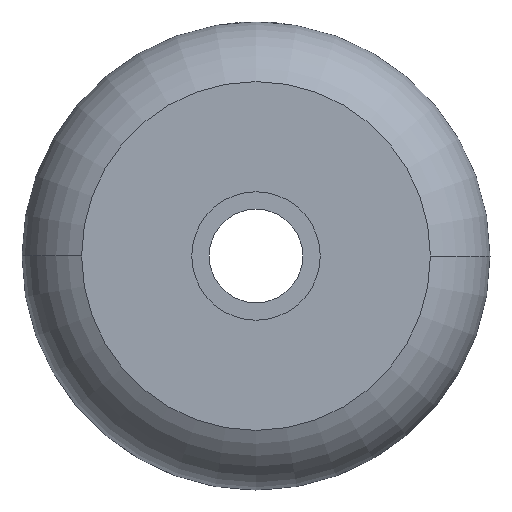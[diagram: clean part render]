
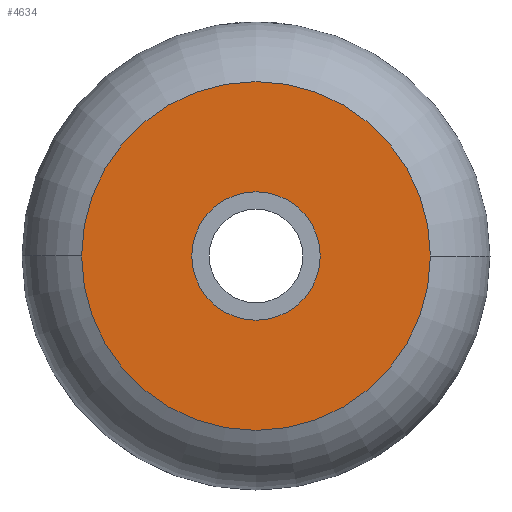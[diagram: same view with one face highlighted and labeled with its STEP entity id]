
A CAD part, front view. The second image highlights one B-rep face of the part: STEP entity #4634.
In plain terms, the highlighted planar face has unit normal (0, -1, 0).
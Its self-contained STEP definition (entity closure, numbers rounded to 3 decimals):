
#41 = DIRECTION ( 'NONE',  ( 1., 0., 0. ) ) ;
#154 = EDGE_CURVE ( 'NONE', #648, #1899, #5100, .T. ) ;
#243 = DIRECTION ( 'NONE',  ( 1., 0., 0. ) ) ;
#308 = ORIENTED_EDGE ( 'NONE', *, *, #3417, .T. ) ;
#374 = CARTESIAN_POINT ( 'NONE',  ( 9.6, -2.6, 0. ) ) ;
#524 = DIRECTION ( 'NONE',  ( 0., 1., 0. ) ) ;
#619 = CIRCLE ( 'NONE', #6235, 26.083 ) ;
#648 = VERTEX_POINT ( 'NONE', #374 ) ;
#673 = DIRECTION ( 'NONE',  ( 0., -1., 0. ) ) ;
#849 = ORIENTED_EDGE ( 'NONE', *, *, #4521, .F. ) ;
#1006 = DIRECTION ( 'NONE',  ( 0., -1., 0. ) ) ;
#1502 = DIRECTION ( 'NONE',  ( 1., 0., 0. ) ) ;
#1604 = EDGE_LOOP ( 'NONE', ( #3966, #849 ) ) ;
#1899 = VERTEX_POINT ( 'NONE', #7199 ) ;
#2348 = PLANE ( 'NONE',  #3721 ) ;
#3089 = CARTESIAN_POINT ( 'NONE',  ( 0., -2.6, 0. ) ) ;
#3417 = EDGE_CURVE ( 'NONE', #4006, #7240, #6256, .T. ) ;
#3522 = CARTESIAN_POINT ( 'NONE',  ( 26.083, -2.6, 0. ) ) ;
#3721 = AXIS2_PLACEMENT_3D ( 'NONE', #6325, #524, #5767 ) ;
#3768 = AXIS2_PLACEMENT_3D ( 'NONE', #3089, #5383, #243 ) ;
#3784 = DIRECTION ( 'NONE',  ( 0., -1., 0. ) ) ;
#3851 = ORIENTED_EDGE ( 'NONE', *, *, #7051, .T. ) ;
#3966 = ORIENTED_EDGE ( 'NONE', *, *, #154, .F. ) ;
#4006 = VERTEX_POINT ( 'NONE', #6338 ) ;
#4215 = AXIS2_PLACEMENT_3D ( 'NONE', #6734, #1006, #5571 ) ;
#4220 = CIRCLE ( 'NONE', #4684, 9.6 ) ;
#4521 = EDGE_CURVE ( 'NONE', #1899, #648, #4220, .T. ) ;
#4634 = ADVANCED_FACE ( 'NONE', ( #6891, #5660 ), #2348, .F. ) ;
#4684 = AXIS2_PLACEMENT_3D ( 'NONE', #7368, #673, #41 ) ;
#4958 = CARTESIAN_POINT ( 'NONE',  ( 0., -2.6, 0. ) ) ;
#5100 = CIRCLE ( 'NONE', #3768, 9.6 ) ;
#5383 = DIRECTION ( 'NONE',  ( 0., -1., 0. ) ) ;
#5571 = DIRECTION ( 'NONE',  ( 1., 0., 0. ) ) ;
#5660 = FACE_OUTER_BOUND ( 'NONE', #6861, .T. ) ;
#5767 = DIRECTION ( 'NONE',  ( -1., 0., 0. ) ) ;
#6235 = AXIS2_PLACEMENT_3D ( 'NONE', #4958, #3784, #1502 ) ;
#6256 = CIRCLE ( 'NONE', #4215, 26.083 ) ;
#6325 = CARTESIAN_POINT ( 'NONE',  ( -26.083, -2.6, 0. ) ) ;
#6338 = CARTESIAN_POINT ( 'NONE',  ( -26.083, -2.6, 0. ) ) ;
#6734 = CARTESIAN_POINT ( 'NONE',  ( 0., -2.6, 0. ) ) ;
#6861 = EDGE_LOOP ( 'NONE', ( #3851, #308 ) ) ;
#6891 = FACE_BOUND ( 'NONE', #1604, .T. ) ;
#7051 = EDGE_CURVE ( 'NONE', #7240, #4006, #619, .T. ) ;
#7199 = CARTESIAN_POINT ( 'NONE',  ( -9.6, -2.6, 0. ) ) ;
#7240 = VERTEX_POINT ( 'NONE', #3522 ) ;
#7368 = CARTESIAN_POINT ( 'NONE',  ( 0., -2.6, 0. ) ) ;
